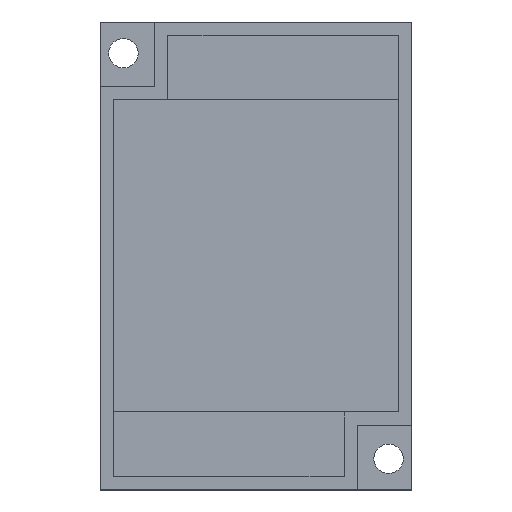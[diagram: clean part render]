
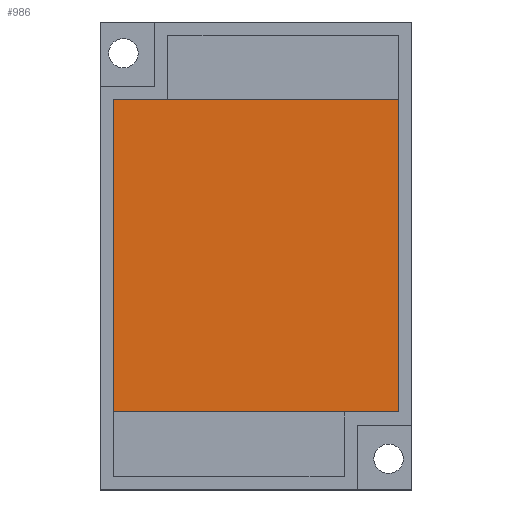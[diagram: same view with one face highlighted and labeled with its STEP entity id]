
A CAD part, top view. The second image highlights one B-rep face of the part: STEP entity #986.
In plain terms, the highlighted planar face has unit normal (0, 0, 1).
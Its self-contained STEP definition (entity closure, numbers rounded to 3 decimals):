
#871=DIRECTION('',(0.,-1.,0.));
#872=VECTOR('',#871,40.);
#873=CARTESIAN_POINT('',(-18.3,20.,4.7));
#874=LINE('',#873,#872);
#875=DIRECTION('',(-1.,0.,0.));
#876=VECTOR('',#875,36.6);
#877=CARTESIAN_POINT('',(18.3,20.,4.7));
#878=LINE('',#877,#876);
#879=DIRECTION('',(0.,1.,0.));
#880=VECTOR('',#879,40.);
#881=CARTESIAN_POINT('',(18.3,-20.,4.7));
#882=LINE('',#881,#880);
#883=DIRECTION('',(1.,0.,0.));
#884=VECTOR('',#883,36.6);
#885=CARTESIAN_POINT('',(-18.3,-20.,4.7));
#886=LINE('',#885,#884);
#895=CARTESIAN_POINT('',(-18.3,20.,4.7));
#896=CARTESIAN_POINT('',(-18.3,-20.,4.7));
#897=VERTEX_POINT('',#895);
#898=VERTEX_POINT('',#896);
#899=CARTESIAN_POINT('',(18.3,-20.,4.7));
#900=VERTEX_POINT('',#899);
#901=CARTESIAN_POINT('',(18.3,20.,4.7));
#902=VERTEX_POINT('',#901);
#975=CARTESIAN_POINT('',(0.,0.,4.7));
#976=DIRECTION('',(0.,0.,1.));
#977=DIRECTION('',(1.,0.,0.));
#978=AXIS2_PLACEMENT_3D('',#975,#976,#977);
#979=PLANE('',#978);
#980=ORIENTED_EDGE('',*,*,#927,.F.);
#981=ORIENTED_EDGE('',*,*,#942,.F.);
#982=ORIENTED_EDGE('',*,*,#956,.F.);
#983=ORIENTED_EDGE('',*,*,#969,.F.);
#984=EDGE_LOOP('',(#980,#981,#982,#983));
#985=FACE_OUTER_BOUND('',#984,.F.);
#986=ADVANCED_FACE('',(#985),#979,.T.);
#927=EDGE_CURVE('',#897,#898,#874,.T.);
#942=EDGE_CURVE('',#902,#897,#878,.T.);
#956=EDGE_CURVE('',#900,#902,#882,.T.);
#969=EDGE_CURVE('',#898,#900,#886,.T.);
